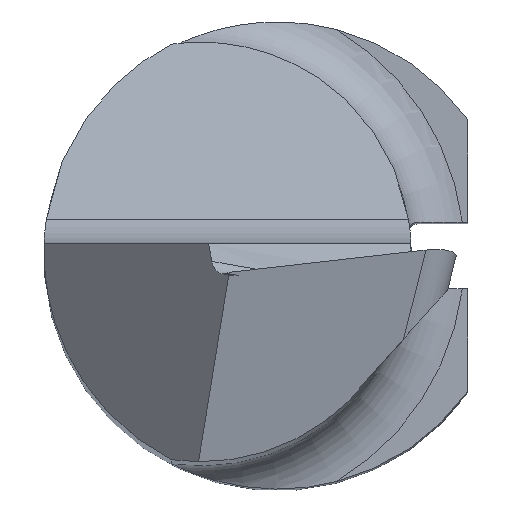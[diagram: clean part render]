
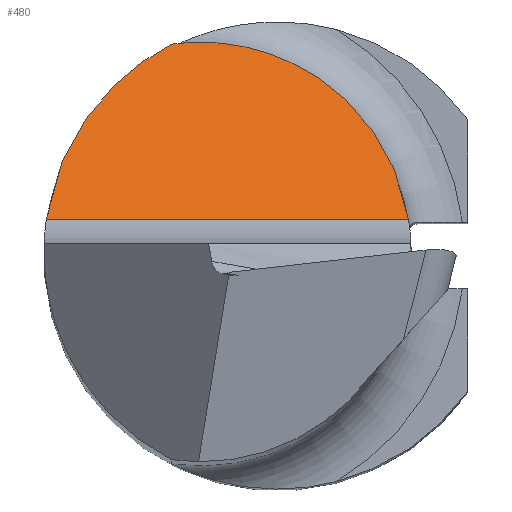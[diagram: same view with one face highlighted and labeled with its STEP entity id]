
A CAD part, top view. The second image highlights one B-rep face of the part: STEP entity #480.
In plain terms, the highlighted planar face has unit normal (0, 0.766, 0.643).
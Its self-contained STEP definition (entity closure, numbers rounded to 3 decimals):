
#33 = DIRECTION ( 'NONE',  ( 0., -0.766, -0.643 ) ) ;
#65 = VERTEX_POINT ( 'NONE', #395 ) ;
#122 = CARTESIAN_POINT ( 'NONE',  ( 1.961, 0.494, 44.529 ) ) ;
#124 = FACE_OUTER_BOUND ( 'NONE', #713, .T. ) ;
#137 = VECTOR ( 'NONE', #673, 1000. ) ;
#164 = CARTESIAN_POINT ( 'NONE',  ( -3.465, 0.494, 44.529 ) ) ;
#167 = ORIENTED_EDGE ( 'NONE', *, *, #700, .T. ) ;
#214 = ORIENTED_EDGE ( 'NONE', *, *, #433, .F. ) ;
#286 = ORIENTED_EDGE ( 'NONE', *, *, #1004, .T. ) ;
#300 = CARTESIAN_POINT ( 'NONE',  ( -3.5, 0.494, 44.529 ) ) ;
#313 = CARTESIAN_POINT ( 'NONE',  ( -3.465, 0.494, 44.529 ) ) ;
#384 = CARTESIAN_POINT ( 'NONE',  ( -2.624, 2.592, 42.029 ) ) ;
#395 = CARTESIAN_POINT ( 'NONE',  ( -1.587, 3.12, 41.4 ) ) ;
#433 = EDGE_CURVE ( 'NONE', #793, #65, #1181, .T. ) ;
#480 = ADVANCED_FACE ( 'NONE', ( #124 ), #490, .F. ) ;
#490 = PLANE ( 'NONE',  #525 ) ;
#494 = LINE ( 'NONE', #300, #137 ) ;
#525 = AXIS2_PLACEMENT_3D ( 'NONE', #1109, #33, #1041 ) ;
#593 = CARTESIAN_POINT ( 'NONE',  ( -1.587, 3.12, 41.4 ) ) ;
#633 =( BOUNDED_CURVE ( )  B_SPLINE_CURVE ( 3, ( #911, #1165, #645, #1069 ),
 .UNSPECIFIED., .F., .F. ) 
 B_SPLINE_CURVE_WITH_KNOTS ( ( 4, 4 ),
 ( 4.87, 6.422 ),
 .UNSPECIFIED. ) 
 CURVE ( )  GEOMETRIC_REPRESENTATION_ITEM ( )  RATIONAL_B_SPLINE_CURVE ( ( 1., 0.809, 0.809, 1. ) ) 
 REPRESENTATION_ITEM ( '' )  );
#645 = CARTESIAN_POINT ( 'NONE',  ( 0.214, 3.372, 41.099 ) ) ;
#673 = DIRECTION ( 'NONE',  ( 1., 0., 0. ) ) ;
#676 = CARTESIAN_POINT ( 'NONE',  ( -3.301, 1.646, 43.156 ) ) ;
#700 = EDGE_CURVE ( 'NONE', #1000, #65, #633, .T. ) ;
#713 = EDGE_LOOP ( 'NONE', ( #286, #167, #214 ) ) ;
#793 = VERTEX_POINT ( 'NONE', #164 ) ;
#911 = CARTESIAN_POINT ( 'NONE',  ( 1.961, 0.494, 44.529 ) ) ;
#1000 = VERTEX_POINT ( 'NONE', #122 ) ;
#1004 = EDGE_CURVE ( 'NONE', #793, #1000, #494, .T. ) ;
#1041 = DIRECTION ( 'NONE',  ( 0., 0.643, -0.766 ) ) ;
#1069 = CARTESIAN_POINT ( 'NONE',  ( -1.587, 3.12, 41.4 ) ) ;
#1109 = CARTESIAN_POINT ( 'NONE',  ( -3.5, 0.494, 44.529 ) ) ;
#1165 = CARTESIAN_POINT ( 'NONE',  ( 1.676, 2.29, 42.388 ) ) ;
#1181 =( BOUNDED_CURVE ( )  B_SPLINE_CURVE ( 3, ( #313, #676, #384, #593 ),
 .UNSPECIFIED., .F., .F. ) 
 B_SPLINE_CURVE_WITH_KNOTS ( ( 4, 4 ),
 ( 4.854, 5.813 ),
 .UNSPECIFIED. ) 
 CURVE ( )  GEOMETRIC_REPRESENTATION_ITEM ( )  RATIONAL_B_SPLINE_CURVE ( ( 1., 0.925, 0.925, 1. ) ) 
 REPRESENTATION_ITEM ( '' )  );
